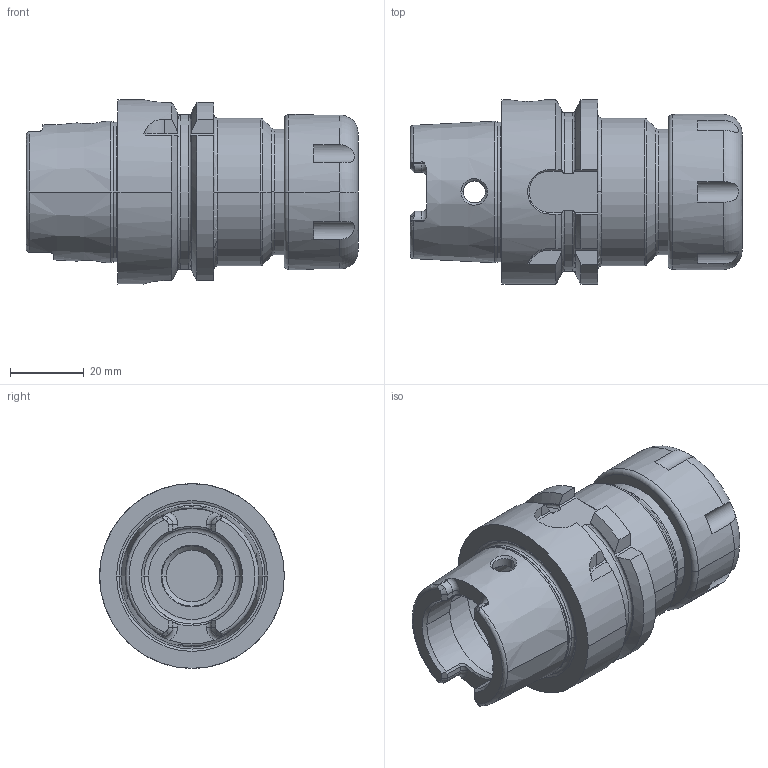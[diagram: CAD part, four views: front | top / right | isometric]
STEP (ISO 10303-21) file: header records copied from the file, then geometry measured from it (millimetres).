
FILE_DESCRIPTION((''),'2;1');
FILE_NAME('A50-025-25-3_ASM','2013-12-09T',('mei'),(''),'PRO/ENGINEER BY PARAMETRIC TECHNOLOGY CORPORATION, 2010430','PRO/ENGINEER BY PARAMETRIC TECHNOLOGY CORPORATION, 2010430','');
FILE_SCHEMA(('CONFIG_CONTROL_DESIGN'));
Length unit declared in the file: millimetre
Products named in the file (3): A50-025-25-3; 83-914-25; A50-025-25-3_ASM
Assembly tree (2 placements, depth 2):
  A50-025-25-3_ASM
    A50-025-25-3
    83-914-25
Bounding box: 89.9 x 50 x 50 mm (x, y, z)
Volume: 82663.3 mm3; surface area: 26503.2 mm2
Topology: 2 solids, 2 shells, 216 faces, 544 edges, 334 vertices
Faces by surface type: plane 73, cylinder 61, cone 36, torus 36, bspline 8, extrusion 2
Entity records: 7810 total; most frequent: CARTESIAN_POINT 2635, ORIENTED_EDGE 1088, DIRECTION 1062, EDGE_CURVE 544, AXIS2_PLACEMENT_3D 421, VERTEX_POINT 334, EDGE_LOOP 224, VECTOR 220
